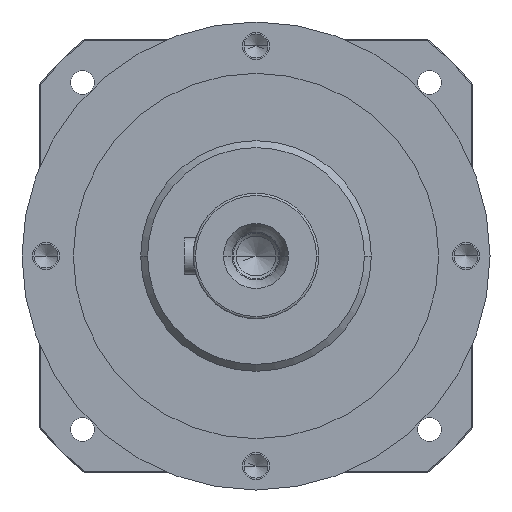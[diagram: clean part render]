
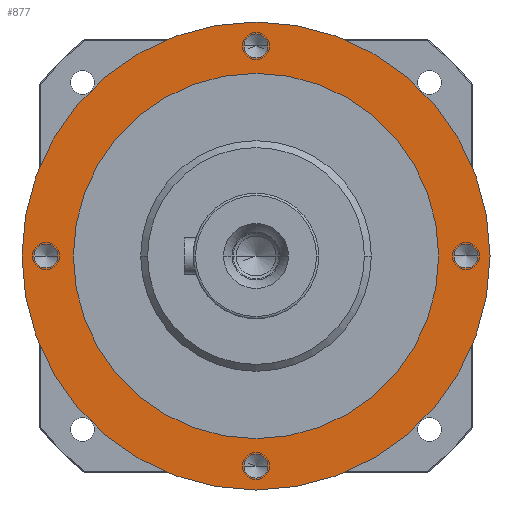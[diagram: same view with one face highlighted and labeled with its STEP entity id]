
A CAD part, left-side view. The second image highlights one B-rep face of the part: STEP entity #877.
In plain terms, the highlighted planar face has unit normal (-1, 0, 0).
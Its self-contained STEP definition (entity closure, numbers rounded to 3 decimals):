
#1=CARTESIAN_POINT('',(0.,0.,-92.));
#2=DIRECTION('',(-1.,0.,0.));
#3=DIRECTION('',(0.,1.,0.));
#4=AXIS2_PLACEMENT_3D('',#1,#2,#3);
#6=CARTESIAN_POINT('',(0.,0.,-92.));
#7=DIRECTION('',(-1.,0.,0.));
#8=DIRECTION('',(0.,-1.,0.));
#9=AXIS2_PLACEMENT_3D('',#6,#7,#8);
#11=CARTESIAN_POINT('',(0.,-92.,0.));
#12=DIRECTION('',(-1.,0.,0.));
#13=DIRECTION('',(0.,1.,0.));
#14=AXIS2_PLACEMENT_3D('',#11,#12,#13);
#16=CARTESIAN_POINT('',(0.,-92.,0.));
#17=DIRECTION('',(-1.,0.,0.));
#18=DIRECTION('',(0.,-1.,0.));
#19=AXIS2_PLACEMENT_3D('',#16,#17,#18);
#21=CARTESIAN_POINT('',(0.,0.,92.));
#22=DIRECTION('',(-1.,0.,0.));
#23=DIRECTION('',(0.,1.,0.));
#24=AXIS2_PLACEMENT_3D('',#21,#22,#23);
#26=CARTESIAN_POINT('',(0.,0.,92.));
#27=DIRECTION('',(-1.,0.,0.));
#28=DIRECTION('',(0.,-1.,0.));
#29=AXIS2_PLACEMENT_3D('',#26,#27,#28);
#31=CARTESIAN_POINT('',(0.,0.,0.));
#32=DIRECTION('',(-1.,0.,0.));
#33=DIRECTION('',(0.,1.,0.));
#34=AXIS2_PLACEMENT_3D('',#31,#32,#33);
#36=CARTESIAN_POINT('',(0.,0.,0.));
#37=DIRECTION('',(1.,0.,0.));
#38=DIRECTION('',(0.,1.,0.));
#39=AXIS2_PLACEMENT_3D('',#36,#37,#38);
#41=CARTESIAN_POINT('',(0.,92.,0.));
#42=DIRECTION('',(-1.,0.,0.));
#43=DIRECTION('',(0.,1.,0.));
#44=AXIS2_PLACEMENT_3D('',#41,#42,#43);
#46=CARTESIAN_POINT('',(0.,92.,0.));
#47=DIRECTION('',(-1.,0.,0.));
#48=DIRECTION('',(0.,-1.,0.));
#49=AXIS2_PLACEMENT_3D('',#46,#47,#48);
#129=CARTESIAN_POINT('',(0.,0.,0.));
#130=DIRECTION('',(1.,0.,0.));
#131=DIRECTION('',(0.,1.,0.));
#132=AXIS2_PLACEMENT_3D('',#129,#130,#131);
#142=CARTESIAN_POINT('',(0.,0.,0.));
#143=DIRECTION('',(-1.,0.,0.));
#144=DIRECTION('',(0.,1.,0.));
#145=AXIS2_PLACEMENT_3D('',#142,#143,#144);
#665=CARTESIAN_POINT('',(0.,80.,0.));
#667=VERTEX_POINT('',#665);
#674=CARTESIAN_POINT('',(0.,102.5,0.));
#676=VERTEX_POINT('',#674);
#677=CARTESIAN_POINT('',(0.,-80.,0.));
#679=VERTEX_POINT('',#677);
#686=CARTESIAN_POINT('',(0.,-102.5,0.));
#688=VERTEX_POINT('',#686);
#707=CARTESIAN_POINT('',(0.,97.25,0.));
#708=CARTESIAN_POINT('',(0.,86.75,0.));
#709=VERTEX_POINT('',#707);
#710=VERTEX_POINT('',#708);
#717=CARTESIAN_POINT('',(0.,5.25,92.));
#718=CARTESIAN_POINT('',(0.,-5.25,92.));
#719=VERTEX_POINT('',#717);
#720=VERTEX_POINT('',#718);
#727=CARTESIAN_POINT('',(0.,-86.75,0.));
#728=CARTESIAN_POINT('',(0.,-97.25,0.));
#729=VERTEX_POINT('',#727);
#730=VERTEX_POINT('',#728);
#737=CARTESIAN_POINT('',(0.,5.25,-92.));
#738=CARTESIAN_POINT('',(0.,-5.25,-92.));
#739=VERTEX_POINT('',#737);
#740=VERTEX_POINT('',#738);
#836=CARTESIAN_POINT('',(0.,0.,0.));
#837=DIRECTION('',(1.,0.,0.));
#838=DIRECTION('',(0.,-1.,0.));
#839=AXIS2_PLACEMENT_3D('',#836,#837,#838);
#840=PLANE('',#839);
#842=ORIENTED_EDGE('',*,*,#841,.F.);
#844=ORIENTED_EDGE('',*,*,#843,.T.);
#845=EDGE_LOOP('',(#842,#844));
#846=FACE_OUTER_BOUND('',#845,.F.);
#848=ORIENTED_EDGE('',*,*,#847,.T.);
#850=ORIENTED_EDGE('',*,*,#849,.T.);
#851=EDGE_LOOP('',(#848,#850));
#852=FACE_BOUND('',#851,.F.);
#854=ORIENTED_EDGE('',*,*,#853,.T.);
#856=ORIENTED_EDGE('',*,*,#855,.T.);
#857=EDGE_LOOP('',(#854,#856));
#858=FACE_BOUND('',#857,.F.);
#860=ORIENTED_EDGE('',*,*,#859,.T.);
#862=ORIENTED_EDGE('',*,*,#861,.T.);
#863=EDGE_LOOP('',(#860,#862));
#864=FACE_BOUND('',#863,.F.);
#866=ORIENTED_EDGE('',*,*,#865,.F.);
#868=ORIENTED_EDGE('',*,*,#867,.T.);
#869=EDGE_LOOP('',(#866,#868));
#870=FACE_BOUND('',#869,.F.);
#872=ORIENTED_EDGE('',*,*,#871,.T.);
#874=ORIENTED_EDGE('',*,*,#873,.T.);
#875=EDGE_LOOP('',(#872,#874));
#876=FACE_BOUND('',#875,.F.);
#877=ADVANCED_FACE('',(#846,#852,#858,#864,#870,#876),#840,.F.);
#5=CIRCLE('',#4,5.25);
#10=CIRCLE('',#9,5.25);
#15=CIRCLE('',#14,5.25);
#20=CIRCLE('',#19,5.25);
#25=CIRCLE('',#24,5.25);
#30=CIRCLE('',#29,5.25);
#35=CIRCLE('',#34,102.5);
#40=CIRCLE('',#39,102.5);
#45=CIRCLE('',#44,5.25);
#50=CIRCLE('',#49,5.25);
#133=CIRCLE('',#132,80.);
#146=CIRCLE('',#145,80.);
#841=EDGE_CURVE('',#676,#688,#35,.T.);
#843=EDGE_CURVE('',#676,#688,#40,.T.);
#847=EDGE_CURVE('',#739,#740,#5,.T.);
#849=EDGE_CURVE('',#740,#739,#10,.T.);
#853=EDGE_CURVE('',#729,#730,#15,.T.);
#855=EDGE_CURVE('',#730,#729,#20,.T.);
#859=EDGE_CURVE('',#719,#720,#25,.T.);
#861=EDGE_CURVE('',#720,#719,#30,.T.);
#865=EDGE_CURVE('',#667,#679,#133,.T.);
#867=EDGE_CURVE('',#667,#679,#146,.T.);
#871=EDGE_CURVE('',#709,#710,#45,.T.);
#873=EDGE_CURVE('',#710,#709,#50,.T.);
